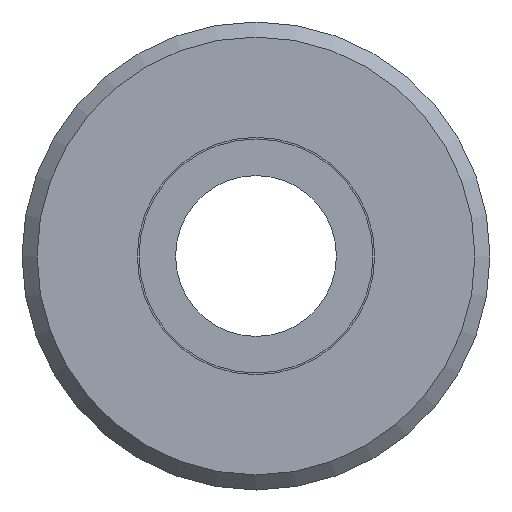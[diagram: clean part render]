
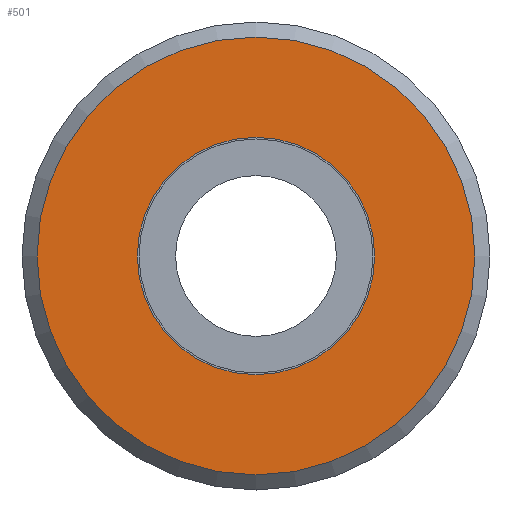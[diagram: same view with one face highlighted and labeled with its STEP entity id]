
A CAD part, front view. The second image highlights one B-rep face of the part: STEP entity #501.
In plain terms, the highlighted planar face has unit normal (0, -1, 0).
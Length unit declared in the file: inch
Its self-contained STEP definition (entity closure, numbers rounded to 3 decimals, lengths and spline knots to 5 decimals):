
#69 = VERTEX_POINT ( 'NONE', #1058 ) ;
#75 = ORIENTED_EDGE ( 'NONE', *, *, #541, .T. ) ;
#235 = DIRECTION ( 'NONE',  ( 0., 0., 1. ) ) ;
#272 = ORIENTED_EDGE ( 'NONE', *, *, #1017, .F. ) ;
#290 = PLANE ( 'NONE',  #443 ) ;
#306 = DIRECTION ( 'NONE',  ( 0., 1., 0. ) ) ;
#312 = CIRCLE ( 'NONE', #646, 0.15725 ) ;
#393 = CARTESIAN_POINT ( 'NONE',  ( 0., 0.1415, 0. ) ) ;
#395 = CARTESIAN_POINT ( 'NONE',  ( 0., 0.1415, 0. ) ) ;
#443 = AXIS2_PLACEMENT_3D ( 'NONE', #469, #306, #235 ) ;
#469 = CARTESIAN_POINT ( 'NONE',  ( -0.30958, 0.1415, -0.01604 ) ) ;
#501 = ADVANCED_FACE ( 'NONE', ( #622, #967 ), #290, .F. ) ;
#504 = AXIS2_PLACEMENT_3D ( 'NONE', #395, #805, #994 ) ;
#541 = EDGE_CURVE ( 'NONE', #69, #69, #312, .T. ) ;
#558 = DIRECTION ( 'NONE',  ( 0., 1., 0. ) ) ;
#576 = EDGE_LOOP ( 'NONE', ( #272 ) ) ;
#589 = VERTEX_POINT ( 'NONE', #934 ) ;
#622 = FACE_BOUND ( 'NONE', #1046, .T. ) ;
#646 = AXIS2_PLACEMENT_3D ( 'NONE', #393, #558, #725 ) ;
#722 = CIRCLE ( 'NONE', #504, 0.29 ) ;
#725 = DIRECTION ( 'NONE',  ( 0., 0., -1. ) ) ;
#805 = DIRECTION ( 'NONE',  ( 0., 1., 0. ) ) ;
#934 = CARTESIAN_POINT ( 'NONE',  ( -0.29, 0.1415, 0. ) ) ;
#967 = FACE_OUTER_BOUND ( 'NONE', #576, .T. ) ;
#994 = DIRECTION ( 'NONE',  ( -1., 0., 0. ) ) ;
#1017 = EDGE_CURVE ( 'NONE', #589, #589, #722, .T. ) ;
#1046 = EDGE_LOOP ( 'NONE', ( #75 ) ) ;
#1058 = CARTESIAN_POINT ( 'NONE',  ( 0., 0.1415, -0.15725 ) ) ;
